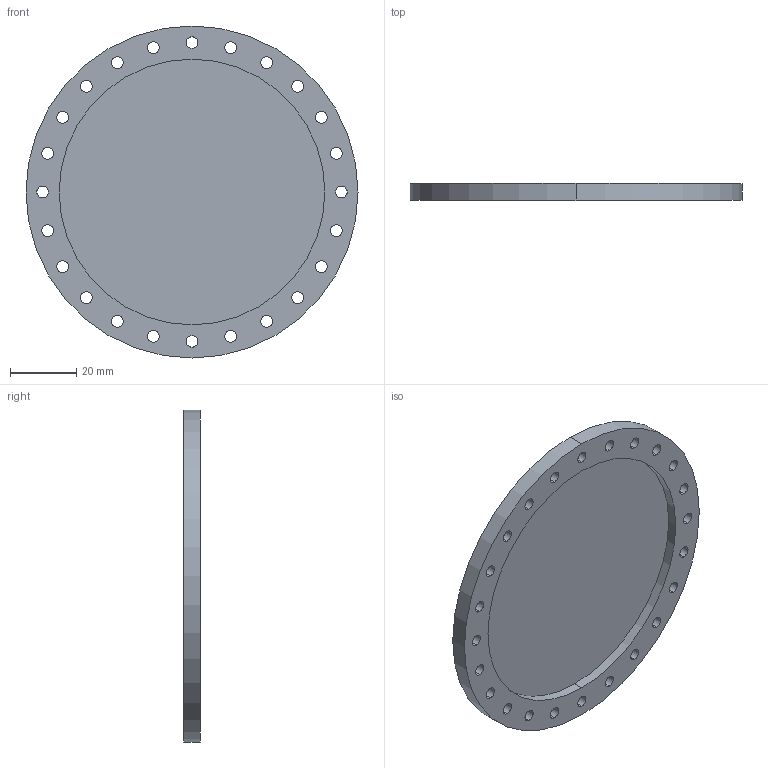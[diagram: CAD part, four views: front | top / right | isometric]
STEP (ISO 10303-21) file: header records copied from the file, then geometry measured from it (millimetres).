
FILE_DESCRIPTION (( 'STEP AP203' ), '1' );
FILE_NAME ('Deckel_4.STEP', '2018-03-30T19:36:00', ( '' ), ( '' ), 'SwSTEP 2.0', 'SolidWorks 2017', '' );
FILE_SCHEMA (( 'CONFIG_CONTROL_DESIGN' ));
Length unit declared in the file: millimetre
Products named in the file (1): Deckel_4
Bounding box: 100 x 5 x 100 mm (x, y, z)
Volume: 22427 mm3; surface area: 18794.8 mm2
Topology: 1 solids, 1 shells, 79 faces, 204 edges, 128 vertices
Faces by surface type: cylinder 52, cone 24, plane 3
Entity records: 2627 total; most frequent: DIRECTION 492, CARTESIAN_POINT 412, ORIENTED_EDGE 408, AXIS2_PLACEMENT_3D 208, EDGE_CURVE 204, VERTEX_POINT 128, EDGE_LOOP 128, CIRCLE 128
